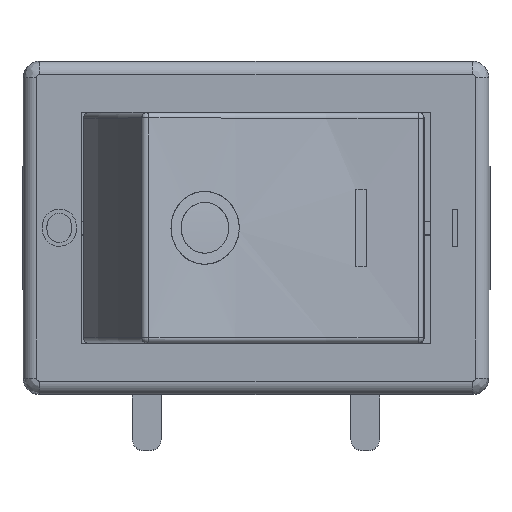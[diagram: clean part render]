
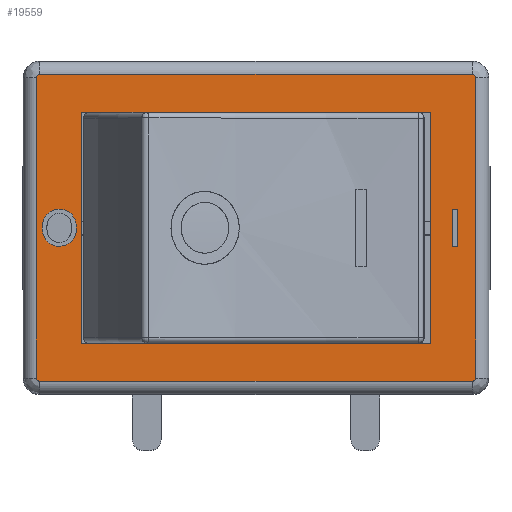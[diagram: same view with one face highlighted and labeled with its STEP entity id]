
A CAD part, top view. The second image highlights one B-rep face of the part: STEP entity #19559.
In plain terms, the highlighted planar face has unit normal (0, 0, 1).
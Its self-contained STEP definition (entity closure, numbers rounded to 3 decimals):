
#81=CIRCLE('',#20458,0.15);
#82=CIRCLE('',#20459,0.15);
#83=CIRCLE('',#20460,0.15);
#84=CIRCLE('',#20461,0.15);
#399=FACE_BOUND('',#2936,.T.);
#400=FACE_BOUND('',#2937,.T.);
#401=FACE_BOUND('',#2938,.T.);
#855=B_SPLINE_CURVE_WITH_KNOTS('',2,(#30792,#30793,#30794,#30795),
 .UNSPECIFIED.,.F.,.F.,(3,1,3),(0.,1.,2.),.UNSPECIFIED.);
#857=B_SPLINE_CURVE_WITH_KNOTS('',2,(#30809,#30810,#30811),
 .UNSPECIFIED.,.F.,.F.,(3,3),(0.,1.),.UNSPECIFIED.);
#859=B_SPLINE_CURVE_WITH_KNOTS('',2,(#30824,#30825,#30826),
 .UNSPECIFIED.,.F.,.F.,(3,3),(0.,1.),.UNSPECIFIED.);
#861=B_SPLINE_CURVE_WITH_KNOTS('',2,(#30839,#30840,#30841),
 .UNSPECIFIED.,.F.,.F.,(3,3),(0.,1.),.UNSPECIFIED.);
#863=B_SPLINE_CURVE_WITH_KNOTS('',2,(#30854,#30855,#30856),
 .UNSPECIFIED.,.F.,.F.,(3,3),(0.,1.),.UNSPECIFIED.);
#865=B_SPLINE_CURVE_WITH_KNOTS('',2,(#30869,#30870,#30871,#30872),
 .UNSPECIFIED.,.F.,.F.,(3,1,3),(0.,1.,2.),.UNSPECIFIED.);
#1818=FACE_OUTER_BOUND('',#2935,.T.);
#2935=EDGE_LOOP('',(#15513,#15514,#15515,#15516,#15517,#15518,#15519,#15520));
#2936=EDGE_LOOP('',(#15521,#15522,#15523,#15524));
#2937=EDGE_LOOP('',(#15525,#15526,#15527,#15528));
#2938=EDGE_LOOP('',(#15529,#15530,#15531,#15532,#15533,#15534));
#4499=LINE('',#30881,#6625);
#4503=LINE('',#30888,#6629);
#4506=LINE('',#30894,#6632);
#4508=LINE('',#30897,#6634);
#4509=LINE('',#30902,#6635);
#4510=LINE('',#30906,#6636);
#4511=LINE('',#30910,#6637);
#4512=LINE('',#30914,#6638);
#4513=LINE('',#30918,#6639);
#4514=LINE('',#30920,#6640);
#4515=LINE('',#30922,#6641);
#4516=LINE('',#30923,#6642);
#6625=VECTOR('',#22835,10.);
#6629=VECTOR('',#22841,10.);
#6632=VECTOR('',#22846,10.);
#6634=VECTOR('',#22850,10.);
#6635=VECTOR('',#22855,10.);
#6636=VECTOR('',#22858,10.);
#6637=VECTOR('',#22861,10.);
#6638=VECTOR('',#22864,10.);
#6639=VECTOR('',#22867,10.);
#6640=VECTOR('',#22868,10.);
#6641=VECTOR('',#22869,10.);
#6642=VECTOR('',#22870,10.);
#8712=VERTEX_POINT('',#30789);
#8713=VERTEX_POINT('',#30791);
#8715=VERTEX_POINT('',#30807);
#8717=VERTEX_POINT('',#30822);
#8719=VERTEX_POINT('',#30837);
#8721=VERTEX_POINT('',#30852);
#8724=VERTEX_POINT('',#30878);
#8725=VERTEX_POINT('',#30880);
#8727=VERTEX_POINT('',#30886);
#8729=VERTEX_POINT('',#30892);
#8730=VERTEX_POINT('',#30900);
#8731=VERTEX_POINT('',#30901);
#8732=VERTEX_POINT('',#30903);
#8733=VERTEX_POINT('',#30905);
#8734=VERTEX_POINT('',#30907);
#8735=VERTEX_POINT('',#30909);
#8736=VERTEX_POINT('',#30911);
#8737=VERTEX_POINT('',#30913);
#8738=VERTEX_POINT('',#30916);
#8739=VERTEX_POINT('',#30917);
#8740=VERTEX_POINT('',#30919);
#8741=VERTEX_POINT('',#30921);
#11117=EDGE_CURVE('',#8713,#8712,#855,.T.);
#11121=EDGE_CURVE('',#8712,#8715,#857,.T.);
#11124=EDGE_CURVE('',#8715,#8717,#859,.T.);
#11127=EDGE_CURVE('',#8717,#8719,#861,.T.);
#11130=EDGE_CURVE('',#8719,#8721,#863,.T.);
#11132=EDGE_CURVE('',#8721,#8713,#865,.T.);
#11135=EDGE_CURVE('',#8725,#8724,#4499,.T.);
#11139=EDGE_CURVE('',#8724,#8727,#4503,.T.);
#11142=EDGE_CURVE('',#8727,#8729,#4506,.T.);
#11144=EDGE_CURVE('',#8729,#8725,#4508,.T.);
#11145=EDGE_CURVE('',#8730,#8731,#4509,.T.);
#11146=EDGE_CURVE('',#8732,#8730,#81,.T.);
#11147=EDGE_CURVE('',#8733,#8732,#4510,.T.);
#11148=EDGE_CURVE('',#8734,#8733,#82,.T.);
#11149=EDGE_CURVE('',#8735,#8734,#4511,.T.);
#11150=EDGE_CURVE('',#8736,#8735,#83,.T.);
#11151=EDGE_CURVE('',#8737,#8736,#4512,.T.);
#11152=EDGE_CURVE('',#8731,#8737,#84,.T.);
#11153=EDGE_CURVE('',#8738,#8739,#4513,.T.);
#11154=EDGE_CURVE('',#8739,#8740,#4514,.T.);
#11155=EDGE_CURVE('',#8740,#8741,#4515,.T.);
#11156=EDGE_CURVE('',#8741,#8738,#4516,.T.);
#15513=ORIENTED_EDGE('',*,*,#11145,.F.);
#15514=ORIENTED_EDGE('',*,*,#11146,.F.);
#15515=ORIENTED_EDGE('',*,*,#11147,.F.);
#15516=ORIENTED_EDGE('',*,*,#11148,.F.);
#15517=ORIENTED_EDGE('',*,*,#11149,.F.);
#15518=ORIENTED_EDGE('',*,*,#11150,.F.);
#15519=ORIENTED_EDGE('',*,*,#11151,.F.);
#15520=ORIENTED_EDGE('',*,*,#11152,.F.);
#15521=ORIENTED_EDGE('',*,*,#11153,.T.);
#15522=ORIENTED_EDGE('',*,*,#11154,.T.);
#15523=ORIENTED_EDGE('',*,*,#11155,.T.);
#15524=ORIENTED_EDGE('',*,*,#11156,.T.);
#15525=ORIENTED_EDGE('',*,*,#11135,.T.);
#15526=ORIENTED_EDGE('',*,*,#11139,.T.);
#15527=ORIENTED_EDGE('',*,*,#11142,.T.);
#15528=ORIENTED_EDGE('',*,*,#11144,.T.);
#15529=ORIENTED_EDGE('',*,*,#11117,.T.);
#15530=ORIENTED_EDGE('',*,*,#11121,.T.);
#15531=ORIENTED_EDGE('',*,*,#11124,.T.);
#15532=ORIENTED_EDGE('',*,*,#11127,.T.);
#15533=ORIENTED_EDGE('',*,*,#11130,.T.);
#15534=ORIENTED_EDGE('',*,*,#11132,.T.);
#18648=PLANE('',#20457);
#19559=ADVANCED_FACE('',(#1818,#399,#400,#401),#18648,.T.);
#20457=AXIS2_PLACEMENT_3D('',#30899,#22853,#22854);
#20458=AXIS2_PLACEMENT_3D('',#30904,#22856,#22857);
#20459=AXIS2_PLACEMENT_3D('',#30908,#22859,#22860);
#20460=AXIS2_PLACEMENT_3D('',#30912,#22862,#22863);
#20461=AXIS2_PLACEMENT_3D('',#30915,#22865,#22866);
#22835=DIRECTION('',(1.,0.,0.));
#22841=DIRECTION('',(0.,-1.,0.));
#22846=DIRECTION('',(-1.,0.,0.));
#22850=DIRECTION('',(0.,1.,0.));
#22853=DIRECTION('center_axis',(0.,0.,
1.));
#22854=DIRECTION('ref_axis',(1.,0.,0.));
#22855=DIRECTION('',(0.,1.,0.));
#22856=DIRECTION('center_axis',(0.,0.,
-1.));
#22857=DIRECTION('ref_axis',(-0.707,-0.707,0.));
#22858=DIRECTION('',(-1.,0.,0.));
#22859=DIRECTION('center_axis',(0.,0.,
-1.));
#22860=DIRECTION('ref_axis',(0.707,-0.707,0.));
#22861=DIRECTION('',(0.,-1.,0.));
#22862=DIRECTION('center_axis',(0.,0.,
-1.));
#22863=DIRECTION('ref_axis',(0.707,0.707,0.));
#22864=DIRECTION('',(1.,0.,0.));
#22865=DIRECTION('center_axis',(0.,0.,
-1.));
#22866=DIRECTION('ref_axis',(-0.707,0.707,0.));
#22867=DIRECTION('',(0.,-1.,0.));
#22868=DIRECTION('',(-1.,0.,0.));
#22869=DIRECTION('',(0.,1.,0.));
#22870=DIRECTION('',(1.,0.,0.));
#30789=CARTESIAN_POINT('',(-9.681,0.005,16.));
#30791=CARTESIAN_POINT('',(-8.915,-0.831,16.));
#30792=CARTESIAN_POINT('Ctrl Pts',(-8.915,-0.831,
16.));
#30793=CARTESIAN_POINT('Ctrl Pts',(-9.258,-0.831,
16.));
#30794=CARTESIAN_POINT('Ctrl Pts',(-9.681,-0.368,
16.));
#30795=CARTESIAN_POINT('Ctrl Pts',(-9.681,0.005,
16.));
#30807=CARTESIAN_POINT('',(-9.488,0.596,16.));
#30809=CARTESIAN_POINT('Ctrl Pts',(-9.681,0.005,
16.));
#30810=CARTESIAN_POINT('Ctrl Pts',(-9.681,0.365,
16.));
#30811=CARTESIAN_POINT('Ctrl Pts',(-9.488,0.596,
16.));
#30822=CARTESIAN_POINT('',(-8.913,0.841,16.));
#30824=CARTESIAN_POINT('Ctrl Pts',(-9.488,0.596,
16.));
#30825=CARTESIAN_POINT('Ctrl Pts',(-9.277,0.841,16.));
#30826=CARTESIAN_POINT('Ctrl Pts',(-8.913,0.841,16.));
#30837=CARTESIAN_POINT('',(-8.329,0.587,16.));
#30839=CARTESIAN_POINT('Ctrl Pts',(-8.913,0.841,16.));
#30840=CARTESIAN_POINT('Ctrl Pts',(-8.542,0.841,16.));
#30841=CARTESIAN_POINT('Ctrl Pts',(-8.329,0.587,
16.));
#30852=CARTESIAN_POINT('',(-8.136,-0.009,16.));
#30854=CARTESIAN_POINT('Ctrl Pts',(-8.329,0.587,
16.));
#30855=CARTESIAN_POINT('Ctrl Pts',(-8.136,0.355,
16.));
#30856=CARTESIAN_POINT('Ctrl Pts',(-8.136,-0.009,
16.));
#30869=CARTESIAN_POINT('Ctrl Pts',(-8.136,-0.009,
16.));
#30870=CARTESIAN_POINT('Ctrl Pts',(-8.136,-0.377,
16.));
#30871=CARTESIAN_POINT('Ctrl Pts',(-8.564,-0.831,
16.));
#30872=CARTESIAN_POINT('Ctrl Pts',(-8.915,-0.831,
16.));
#30878=CARTESIAN_POINT('',(9.129,0.836,16.));
#30880=CARTESIAN_POINT('',(8.881,0.836,16.));
#30881=CARTESIAN_POINT('',(4.441,0.836,16.));
#30886=CARTESIAN_POINT('',(9.129,-0.864,16.));
#30888=CARTESIAN_POINT('',(9.129,0.418,16.));
#30892=CARTESIAN_POINT('',(8.881,-0.864,16.));
#30894=CARTESIAN_POINT('',(4.564,-0.864,16.));
#30897=CARTESIAN_POINT('',(8.881,-0.432,16.));
#30899=CARTESIAN_POINT('Origin',(0.,0.,
16.));
#30900=CARTESIAN_POINT('',(-9.95,-6.8,16.));
#30901=CARTESIAN_POINT('',(-9.95,6.8,16.));
#30902=CARTESIAN_POINT('',(-9.95,-3.4,16.));
#30903=CARTESIAN_POINT('',(-9.8,-6.95,16.));
#30904=CARTESIAN_POINT('Origin',(-9.8,-6.8,16.));
#30905=CARTESIAN_POINT('',(9.8,-6.95,16.));
#30906=CARTESIAN_POINT('',(4.9,-6.95,16.));
#30907=CARTESIAN_POINT('',(9.95,-6.8,16.));
#30908=CARTESIAN_POINT('Origin',(9.8,-6.8,16.));
#30909=CARTESIAN_POINT('',(9.95,6.8,16.));
#30910=CARTESIAN_POINT('',(9.95,3.4,16.));
#30911=CARTESIAN_POINT('',(9.8,6.95,16.));
#30912=CARTESIAN_POINT('Origin',(9.8,6.8,16.));
#30913=CARTESIAN_POINT('',(-9.8,6.95,16.));
#30914=CARTESIAN_POINT('',(-4.9,6.95,16.));
#30915=CARTESIAN_POINT('Origin',(-9.8,6.8,16.));
#30916=CARTESIAN_POINT('',(7.9,5.25,16.));
#30917=CARTESIAN_POINT('',(7.9,-5.25,16.));
#30918=CARTESIAN_POINT('',(7.9,-2.625,16.));
#30919=CARTESIAN_POINT('',(-7.9,-5.25,16.));
#30920=CARTESIAN_POINT('',(-3.95,-5.25,16.));
#30921=CARTESIAN_POINT('',(-7.9,5.25,16.));
#30922=CARTESIAN_POINT('',(-7.9,2.625,16.));
#30923=CARTESIAN_POINT('',(3.95,5.25,16.));
